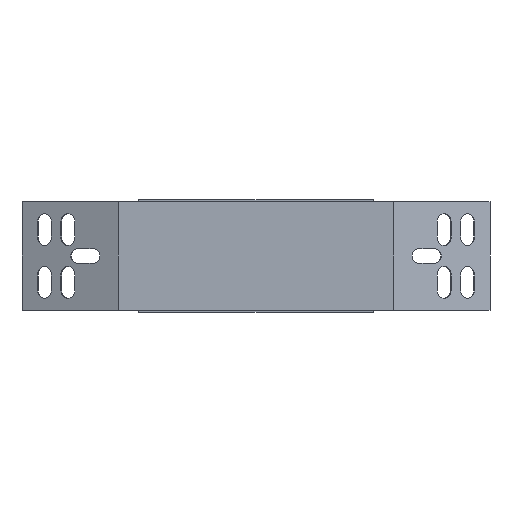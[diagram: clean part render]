
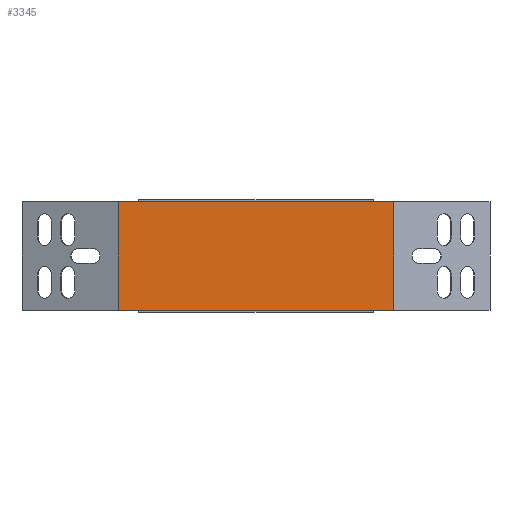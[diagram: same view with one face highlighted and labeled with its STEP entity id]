
A CAD part, front view. The second image highlights one B-rep face of the part: STEP entity #3345.
In plain terms, the highlighted planar face has unit normal (0, -1, 0).
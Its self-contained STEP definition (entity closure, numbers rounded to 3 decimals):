
#38 = CARTESIAN_POINT ( 'NONE',  ( -87.427, -23.927, 0.8 ) ) ;
#223 = CARTESIAN_POINT ( 'NONE',  ( 43.191, -23.927, -50.8 ) ) ;
#258 = VECTOR ( 'NONE', #2512, 1000. ) ;
#270 = LINE ( 'NONE', #2720, #258 ) ;
#287 = DIRECTION ( 'NONE',  ( 1., 0., 0. ) ) ;
#288 = CARTESIAN_POINT ( 'NONE',  ( -88.399, -23.927, 0.8 ) ) ;
#330 = AXIS2_PLACEMENT_3D ( 'NONE', #2277, #2185, #2153 ) ;
#735 = VECTOR ( 'NONE', #2430, 1000. ) ;
#751 = LINE ( 'NONE', #2477, #735 ) ;
#1107 = EDGE_CURVE ( 'NONE', #3519, #4100, #1706, .T. ) ;
#1165 = VECTOR ( 'NONE', #287, 1000. ) ;
#1170 = LINE ( 'NONE', #288, #1165 ) ;
#1492 = EDGE_CURVE ( 'NONE', #2268, #1745, #1170, .T. ) ;
#1685 = VECTOR ( 'NONE', #3564, 1000. ) ;
#1706 = LINE ( 'NONE', #3607, #1685 ) ;
#1745 = VERTEX_POINT ( 'NONE', #2927 ) ;
#1796 = EDGE_CURVE ( 'NONE', #4100, #1745, #751, .T. ) ;
#1853 = CARTESIAN_POINT ( 'NONE',  ( -87.427, -23.927, -50.8 ) ) ;
#2153 = DIRECTION ( 'NONE',  ( 0., 0., 1. ) ) ;
#2185 = DIRECTION ( 'NONE',  ( 0., 1., 0. ) ) ;
#2205 = EDGE_CURVE ( 'NONE', #3519, #2268, #270, .T. ) ;
#2268 = VERTEX_POINT ( 'NONE', #38 ) ;
#2277 = CARTESIAN_POINT ( 'NONE',  ( -87.268, -23.927, 0. ) ) ;
#2297 = PLANE ( 'NONE',  #330 ) ;
#2430 = DIRECTION ( 'NONE',  ( 0., 0., 1. ) ) ;
#2477 = CARTESIAN_POINT ( 'NONE',  ( 43.191, -23.927, -51.657 ) ) ;
#2512 = DIRECTION ( 'NONE',  ( 0., 0., 1. ) ) ;
#2720 = CARTESIAN_POINT ( 'NONE',  ( -87.427, -23.927, -51.657 ) ) ;
#2781 = FACE_OUTER_BOUND ( 'NONE', #4653, .T. ) ;
#2927 = CARTESIAN_POINT ( 'NONE',  ( 43.191, -23.927, 0.8 ) ) ;
#3146 = ORIENTED_EDGE ( 'NONE', *, *, #1796, .T. ) ;
#3196 = ORIENTED_EDGE ( 'NONE', *, *, #1492, .F. ) ;
#3232 = ORIENTED_EDGE ( 'NONE', *, *, #2205, .F. ) ;
#3247 = ORIENTED_EDGE ( 'NONE', *, *, #1107, .T. ) ;
#3345 = ADVANCED_FACE ( 'NONE', ( #2781 ), #2297, .F. ) ;
#3519 = VERTEX_POINT ( 'NONE', #1853 ) ;
#3564 = DIRECTION ( 'NONE',  ( 1., 0., 0. ) ) ;
#3607 = CARTESIAN_POINT ( 'NONE',  ( -88.399, -23.927, -50.8 ) ) ;
#4100 = VERTEX_POINT ( 'NONE', #223 ) ;
#4653 = EDGE_LOOP ( 'NONE', ( #3146, #3196, #3232, #3247 ) ) ;
